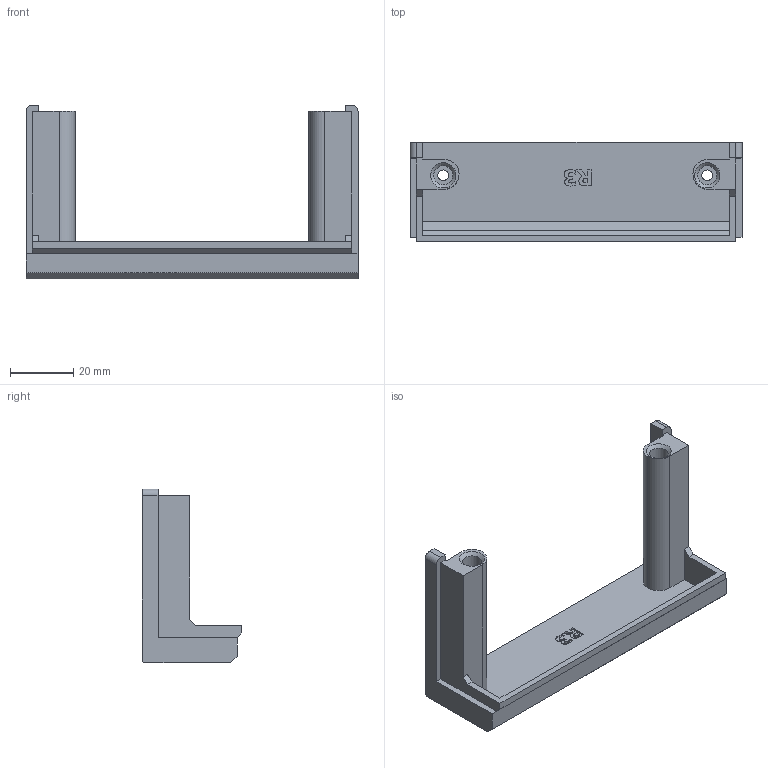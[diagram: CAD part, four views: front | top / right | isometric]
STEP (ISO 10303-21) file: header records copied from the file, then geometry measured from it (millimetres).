
FILE_DESCRIPTION(/* description */ (''),/* implementation_level */ '2;1');
FILE_NAME(/* name */ 'psu-cover.stp',/* time_stamp */ '2023-12-19T12:58:31+01:00',/* author */ ('Dominik Tebich'),/* organization */ (''),/* preprocessor_version */ 'ST-DEVELOPER v19.2',/* originating_system */ 'Autodesk Inventor 2023',/* authorisation */ '');
FILE_SCHEMA (('AUTOMOTIVE_DESIGN { 1 0 10303 214 3 1 1 }'));
Length unit declared in the file: millimetre
Products named in the file (1): psu-cover_R3
Bounding box: 105 x 31.5 x 55 mm (x, y, z)
Volume: 21372.5 mm3; surface area: 16806.4 mm2
Topology: 1 solids, 1 shells, 126 faces, 341 edges, 222 vertices
Faces by surface type: plane 83, bspline 27, cylinder 12, cone 4
Full cylindrical faces by diameter (mm): 3.4 x2, 6 x4
Entity records: 4112 total; most frequent: CARTESIAN_POINT 1041, ORIENTED_EDGE 682, DIRECTION 529, EDGE_CURVE 341, LINE 245, VECTOR 245, VERTEX_POINT 222, AXIS2_PLACEMENT_3D 142
